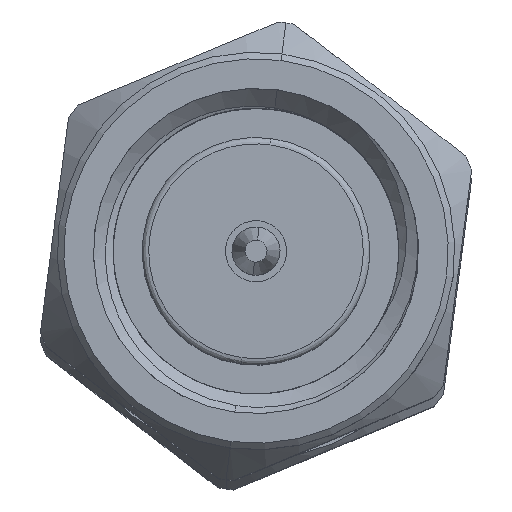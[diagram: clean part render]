
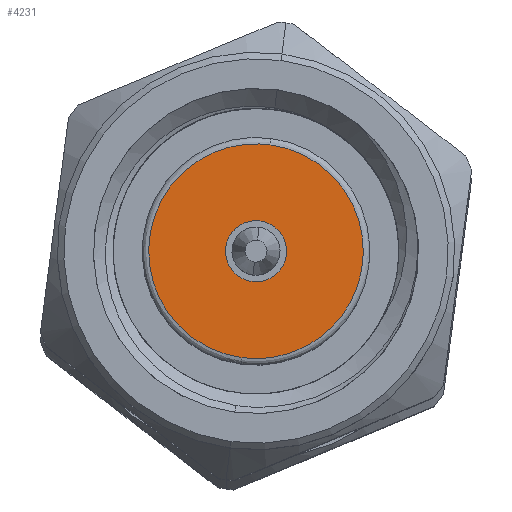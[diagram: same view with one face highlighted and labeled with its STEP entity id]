
A CAD part, top view. The second image highlights one B-rep face of the part: STEP entity #4231.
In plain terms, the highlighted face is planar.
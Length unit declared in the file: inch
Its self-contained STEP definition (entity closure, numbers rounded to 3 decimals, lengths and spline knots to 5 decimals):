
#283 = CARTESIAN_POINT ( 'NONE',  ( 0.1, 0., 0.0235 ) ) ;
#386 = CIRCLE ( 'NONE', #4174, 0.0235 ) ;
#823 = ORIENTED_EDGE ( 'NONE', *, *, #4691, .F. ) ;
#873 = AXIS2_PLACEMENT_3D ( 'NONE', #2383, #3507, #3879 ) ;
#972 = CARTESIAN_POINT ( 'NONE',  ( 0.1, 0., -0.0235 ) ) ;
#1036 = ORIENTED_EDGE ( 'NONE', *, *, #2081, .F. ) ;
#1447 = DIRECTION ( 'NONE',  ( 0., 0., -1. ) ) ;
#1612 = CARTESIAN_POINT ( 'NONE',  ( 0.1, 0., 0.0825 ) ) ;
#1619 = PLANE ( 'NONE',  #3707 ) ;
#1708 = ORIENTED_EDGE ( 'NONE', *, *, #4514, .F. ) ;
#1820 = CARTESIAN_POINT ( 'NONE',  ( 0.1, 0.165, 0.0825 ) ) ;
#1849 = FACE_OUTER_BOUND ( 'NONE', #1949, .T. ) ;
#1853 =( BOUNDED_CURVE ( )  B_SPLINE_CURVE ( 3, ( #2154, #2528, #1820, #4810 ),
 .UNSPECIFIED., .F., .T. ) 
 B_SPLINE_CURVE_WITH_KNOTS ( ( 4, 4 ),
 ( 0., 1. ),
 .UNSPECIFIED. ) 
 CURVE ( )  GEOMETRIC_REPRESENTATION_ITEM ( )  RATIONAL_B_SPLINE_CURVE ( ( 1., 0.333, 0.333, 1. ) ) 
 REPRESENTATION_ITEM ( '' )  );
#1943 = EDGE_LOOP ( 'NONE', ( #1708, #823 ) ) ;
#1949 = EDGE_LOOP ( 'NONE', ( #2928, #1036 ) ) ;
#2081 = EDGE_CURVE ( 'NONE', #4822, #2737, #3621, .T. ) ;
#2154 = CARTESIAN_POINT ( 'NONE',  ( 0.1, 0., -0.0825 ) ) ;
#2205 = CIRCLE ( 'NONE', #873, 0.0235 ) ;
#2230 = CARTESIAN_POINT ( 'NONE',  ( 0.1, 0., 0. ) ) ;
#2361 = CARTESIAN_POINT ( 'NONE',  ( 0.1, 0., -0.0825 ) ) ;
#2383 = CARTESIAN_POINT ( 'NONE',  ( 0.1, 0., 0. ) ) ;
#2528 = CARTESIAN_POINT ( 'NONE',  ( 0.1, 0.165, -0.0825 ) ) ;
#2563 = CARTESIAN_POINT ( 'NONE',  ( 0.1, 0., 0. ) ) ;
#2683 = EDGE_CURVE ( 'NONE', #2737, #4822, #1853, .T. ) ;
#2737 = VERTEX_POINT ( 'NONE', #4087 ) ;
#2897 = DIRECTION ( 'NONE',  ( -1., 0., 0. ) ) ;
#2928 = ORIENTED_EDGE ( 'NONE', *, *, #2683, .F. ) ;
#3288 = CARTESIAN_POINT ( 'NONE',  ( 0.1, 0., 0.0825 ) ) ;
#3443 = FACE_BOUND ( 'NONE', #1943, .T. ) ;
#3497 = CARTESIAN_POINT ( 'NONE',  ( 0.1, -0.165, 0.0825 ) ) ;
#3507 = DIRECTION ( 'NONE',  ( -1., 0., 0. ) ) ;
#3621 =( BOUNDED_CURVE ( )  B_SPLINE_CURVE ( 3, ( #1612, #3497, #4255, #2361 ),
 .UNSPECIFIED., .F., .F. ) 
 B_SPLINE_CURVE_WITH_KNOTS ( ( 4, 4 ),
 ( 0., 1. ),
 .UNSPECIFIED. ) 
 CURVE ( )  GEOMETRIC_REPRESENTATION_ITEM ( )  RATIONAL_B_SPLINE_CURVE ( ( 1., 0.333, 0.333, 1. ) ) 
 REPRESENTATION_ITEM ( '' )  );
#3670 = DIRECTION ( 'NONE',  ( 0., 0., -1. ) ) ;
#3707 = AXIS2_PLACEMENT_3D ( 'NONE', #2230, #4449, #1447 ) ;
#3879 = DIRECTION ( 'NONE',  ( 0., 0., -1. ) ) ;
#3934 = VERTEX_POINT ( 'NONE', #283 ) ;
#4087 = CARTESIAN_POINT ( 'NONE',  ( 0.1, 0., -0.0825 ) ) ;
#4174 = AXIS2_PLACEMENT_3D ( 'NONE', #2563, #2897, #3670 ) ;
#4187 = VERTEX_POINT ( 'NONE', #972 ) ;
#4231 = ADVANCED_FACE ( 'NONE', ( #3443, #1849 ), #1619, .F. ) ;
#4255 = CARTESIAN_POINT ( 'NONE',  ( 0.1, -0.165, -0.0825 ) ) ;
#4449 = DIRECTION ( 'NONE',  ( 1., 0., 0. ) ) ;
#4514 = EDGE_CURVE ( 'NONE', #4187, #3934, #2205, .T. ) ;
#4691 = EDGE_CURVE ( 'NONE', #3934, #4187, #386, .T. ) ;
#4810 = CARTESIAN_POINT ( 'NONE',  ( 0.1, 0., 0.0825 ) ) ;
#4822 = VERTEX_POINT ( 'NONE', #3288 ) ;
